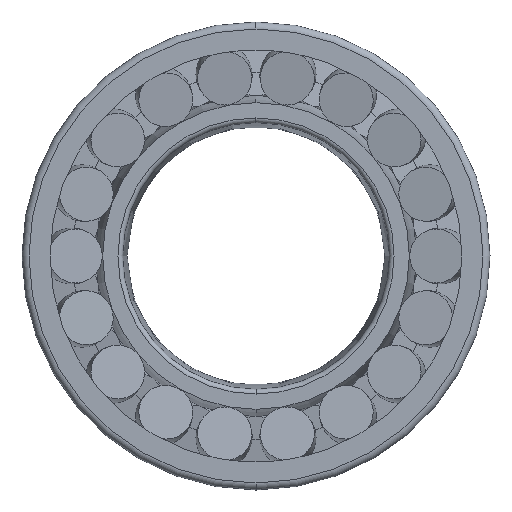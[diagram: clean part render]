
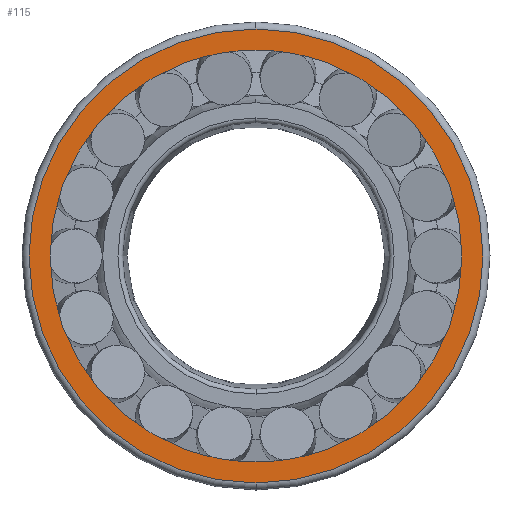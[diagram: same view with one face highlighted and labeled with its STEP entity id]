
A CAD part, left-side view. The second image highlights one B-rep face of the part: STEP entity #115.
In plain terms, the highlighted planar face has unit normal (-1, 0, 0).
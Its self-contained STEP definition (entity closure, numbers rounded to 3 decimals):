
#115=ADVANCED_FACE('',(#437,#438),#439,.T.);
#437=FACE_OUTER_BOUND('',#1056,.T.);
#438=FACE_BOUND('',#1057,.T.);
#439=PLANE('',#1058);
#1056=EDGE_LOOP('',(#1952,#1953,#1954));
#1057=EDGE_LOOP('',(#1955,#1956,#1957));
#1058=AXIS2_PLACEMENT_3D('',#1958,#1959,#1960);
#1952=ORIENTED_EDGE('',*,*,#3892,.F.);
#1953=ORIENTED_EDGE('',*,*,#3891,.F.);
#1954=ORIENTED_EDGE('',*,*,#3933,.F.);
#1955=ORIENTED_EDGE('',*,*,#3937,.T.);
#1956=ORIENTED_EDGE('',*,*,#3870,.T.);
#1957=ORIENTED_EDGE('',*,*,#3938,.T.);
#1958=CARTESIAN_POINT('',(0.,46.25,0.0));
#1959=DIRECTION('',(-1.0,0.,0.0));
#1960=DIRECTION('',(0.,-1.0,0.0));
#3870=EDGE_CURVE('',#4620,#4617,#4621,.T.);
#3891=EDGE_CURVE('',#4659,#4662,#4663,.T.);
#3892=EDGE_CURVE('',#4662,#4664,#4665,.T.);
#3933=EDGE_CURVE('',#4664,#4659,#4722,.T.);
#3937=EDGE_CURVE('',#4727,#4620,#4728,.T.);
#3938=EDGE_CURVE('',#4617,#4727,#4729,.T.);
#4617=VERTEX_POINT('',#5852);
#4620=VERTEX_POINT('',#5855);
#4621=CIRCLE('',#5856,44.0);
#4659=VERTEX_POINT('',#5896);
#4662=VERTEX_POINT('',#5899);
#4663=CIRCLE('',#5900,48.5);
#4664=VERTEX_POINT('',#5901);
#4665=CIRCLE('',#5902,48.5);
#4722=CIRCLE('',#6077,48.5);
#4727=VERTEX_POINT('',#6082);
#4728=CIRCLE('',#6083,44.0);
#4729=CIRCLE('',#6084,44.0);
#5852=CARTESIAN_POINT('',(0.,0.,-44.0));
#5855=CARTESIAN_POINT('',(0.,0.,44.0));
#5856=AXIS2_PLACEMENT_3D('',#12076,#12077,#12078);
#5896=CARTESIAN_POINT('',(0.0,0.,-48.5));
#5899=CARTESIAN_POINT('',(0.0,48.5,0.0));
#5900=AXIS2_PLACEMENT_3D('',#12135,#12136,#12137);
#5901=CARTESIAN_POINT('',(0.0,0.,48.5));
#5902=AXIS2_PLACEMENT_3D('',#12138,#12139,#12140);
#6077=AXIS2_PLACEMENT_3D('',#12208,#12209,#12210);
#6082=CARTESIAN_POINT('',(0.,44.0,0.0));
#6083=AXIS2_PLACEMENT_3D('',#12220,#12221,#12222);
#6084=AXIS2_PLACEMENT_3D('',#12223,#12224,#12225);
#12076=CARTESIAN_POINT('',(0.,0.0,0.0));
#12077=DIRECTION('',(1.0,0.0,0.0));
#12078=DIRECTION('',(0.0,1.0,0.0));
#12135=CARTESIAN_POINT('',(0.0,0.0,0.0));
#12136=DIRECTION('',(1.0,0.0,0.0));
#12137=DIRECTION('',(0.0,1.0,0.0));
#12138=CARTESIAN_POINT('',(0.0,0.0,0.0));
#12139=DIRECTION('',(1.0,0.0,0.0));
#12140=DIRECTION('',(0.0,1.0,0.0));
#12208=CARTESIAN_POINT('',(0.0,0.0,0.0));
#12209=DIRECTION('',(1.0,0.0,0.0));
#12210=DIRECTION('',(0.0,1.0,0.0));
#12220=CARTESIAN_POINT('',(0.,0.0,0.0));
#12221=DIRECTION('',(1.0,0.0,0.0));
#12222=DIRECTION('',(0.0,1.0,0.0));
#12223=CARTESIAN_POINT('',(0.,0.0,0.0));
#12224=DIRECTION('',(1.0,0.0,0.0));
#12225=DIRECTION('',(0.0,1.0,0.0));
